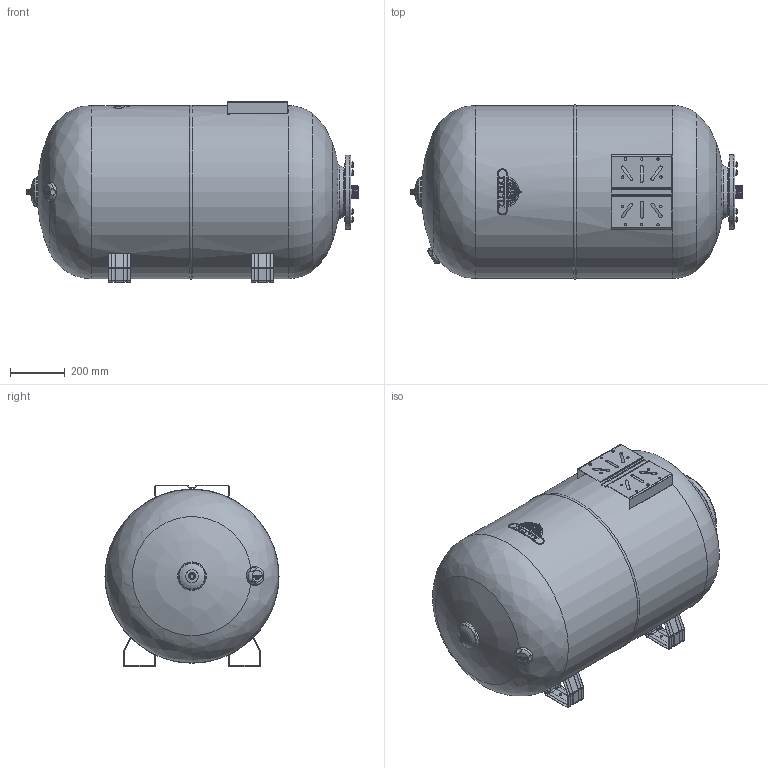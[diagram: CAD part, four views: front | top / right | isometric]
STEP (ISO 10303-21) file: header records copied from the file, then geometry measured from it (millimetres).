
FILE_DESCRIPTION(/* description */ (''),/* implementation_level */ '2;1');
FILE_NAME(/* name */ '12_ULTRA-PRO 300L Н 10bar_1100030005.stp',/* time_stamp */ '2019-09-05T12:38:49+03:00',/* author */ ('shkarinov'),/* organization */ (''),/* preprocessor_version */ 'ST-DEVELOPER v16.5',/* originating_system */ 'Autodesk Inventor 2017',/* authorisation */ '');
FILE_SCHEMA (('AUTOMOTIVE_DESIGN { 1 0 10303 214 3 1 1 }'));
Length unit declared in the file: inch
Products named in the file (1): 12_ULTRA-PRO 300L Н 10bar_11000300051
Bounding box: 1208.9 x 634.11 x 660 mm (x, y, z)
Volume: 310180624.9 mm3; surface area: 2987495.1 mm2
Topology: 1 solids, 1 shells, 887 faces, 2182 edges, 1348 vertices
Faces by surface type: plane 411, cylinder 212, cone 110, bspline 94, torus 57, sphere 3
Full cylindrical faces by diameter (mm): 9 x10, 10 x8, 12 x16, 15 x1, 25.02 x1, 42.667 x1, 51.2 x1, 103.79 x1, 138.852 x1, 142 x1, 260 x1, 262 x1, 270 x1, 630 x2
Entity records: 30272 total; most frequent: CARTESIAN_POINT 9186, DIRECTION 4114, ORIENTED_EDGE 4066, EDGE_CURVE 2031, AXIS2_PLACEMENT_3D 1491, VERTEX_POINT 1327, EDGE_LOOP 1142, LINE 1132
